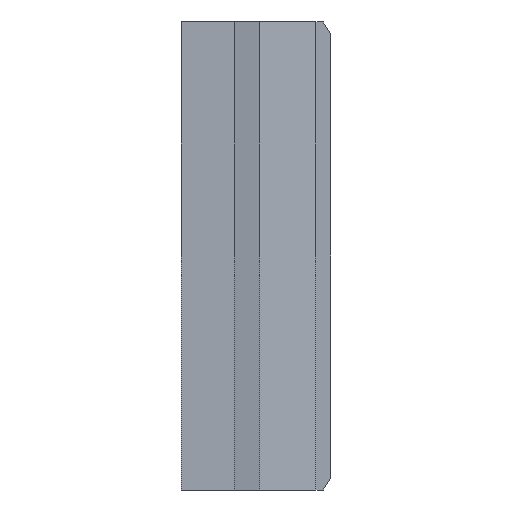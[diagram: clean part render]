
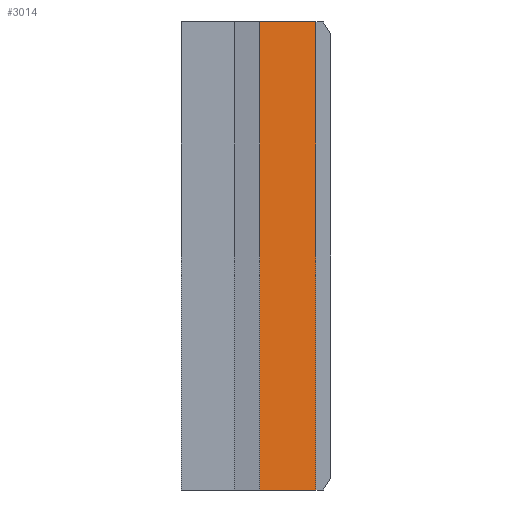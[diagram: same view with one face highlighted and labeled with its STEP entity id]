
A CAD part, left-side view. The second image highlights one B-rep face of the part: STEP entity #3014.
In plain terms, the highlighted planar face has unit normal (-0.766, -0.643, 0).
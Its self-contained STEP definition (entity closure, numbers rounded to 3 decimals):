
#405 = VERTEX_POINT ( 'NONE', #3010 ) ;
#433 = EDGE_CURVE ( 'NONE', #405, #1979, #858, .T. ) ;
#435 = DIRECTION ( 'NONE',  ( 0., 0., -1. ) ) ;
#596 = DIRECTION ( 'NONE',  ( -0.643, 0.766, 0. ) ) ;
#682 = AXIS2_PLACEMENT_3D ( 'NONE', #2039, #782, #2534 ) ;
#724 = LINE ( 'NONE', #2763, #2634 ) ;
#782 = DIRECTION ( 'NONE',  ( -0.766, -0.643, 0. ) ) ;
#858 = LINE ( 'NONE', #2998, #1600 ) ;
#1006 = EDGE_LOOP ( 'NONE', ( #2202, #1876, #3138, #2103 ) ) ;
#1079 = CARTESIAN_POINT ( 'NONE',  ( -26.03, 2.314, 20. ) ) ;
#1128 = FACE_OUTER_BOUND ( 'NONE', #1006, .T. ) ;
#1173 = CARTESIAN_POINT ( 'NONE',  ( -22., -2.489, -18.3 ) ) ;
#1419 = CARTESIAN_POINT ( 'NONE',  ( -26.03, 2.314, -20. ) ) ;
#1600 = VECTOR ( 'NONE', #3234, 1000. ) ;
#1627 = LINE ( 'NONE', #3073, #2949 ) ;
#1667 = VECTOR ( 'NONE', #435, 1000. ) ;
#1781 = PLANE ( 'NONE',  #682 ) ;
#1876 = ORIENTED_EDGE ( 'NONE', *, *, #2104, .F. ) ;
#1979 = VERTEX_POINT ( 'NONE', #1419 ) ;
#2006 = CARTESIAN_POINT ( 'NONE',  ( -22., -2.489, 20. ) ) ;
#2039 = CARTESIAN_POINT ( 'NONE',  ( -26.03, 2.314, -18.3 ) ) ;
#2103 = ORIENTED_EDGE ( 'NONE', *, *, #2823, .T. ) ;
#2104 = EDGE_CURVE ( 'NONE', #2977, #405, #2337, .T. ) ;
#2202 = ORIENTED_EDGE ( 'NONE', *, *, #433, .F. ) ;
#2315 = VERTEX_POINT ( 'NONE', #1079 ) ;
#2328 = EDGE_CURVE ( 'NONE', #2977, #2315, #1627, .T. ) ;
#2337 = LINE ( 'NONE', #1173, #1667 ) ;
#2534 = DIRECTION ( 'NONE',  ( 0.643, -0.766, 0. ) ) ;
#2634 = VECTOR ( 'NONE', #3003, 1000. ) ;
#2763 = CARTESIAN_POINT ( 'NONE',  ( -26.03, 2.314, -18.3 ) ) ;
#2823 = EDGE_CURVE ( 'NONE', #2315, #1979, #724, .T. ) ;
#2949 = VECTOR ( 'NONE', #596, 1000. ) ;
#2977 = VERTEX_POINT ( 'NONE', #2006 ) ;
#2998 = CARTESIAN_POINT ( 'NONE',  ( -26.03, 2.314, -20. ) ) ;
#3003 = DIRECTION ( 'NONE',  ( 0., 0., -1. ) ) ;
#3010 = CARTESIAN_POINT ( 'NONE',  ( -22., -2.489, -20. ) ) ;
#3014 = ADVANCED_FACE ( 'NONE', ( #1128 ), #1781, .T. ) ;
#3073 = CARTESIAN_POINT ( 'NONE',  ( -26.03, 2.314, 20. ) ) ;
#3138 = ORIENTED_EDGE ( 'NONE', *, *, #2328, .T. ) ;
#3234 = DIRECTION ( 'NONE',  ( -0.643, 0.766, 0. ) ) ;
